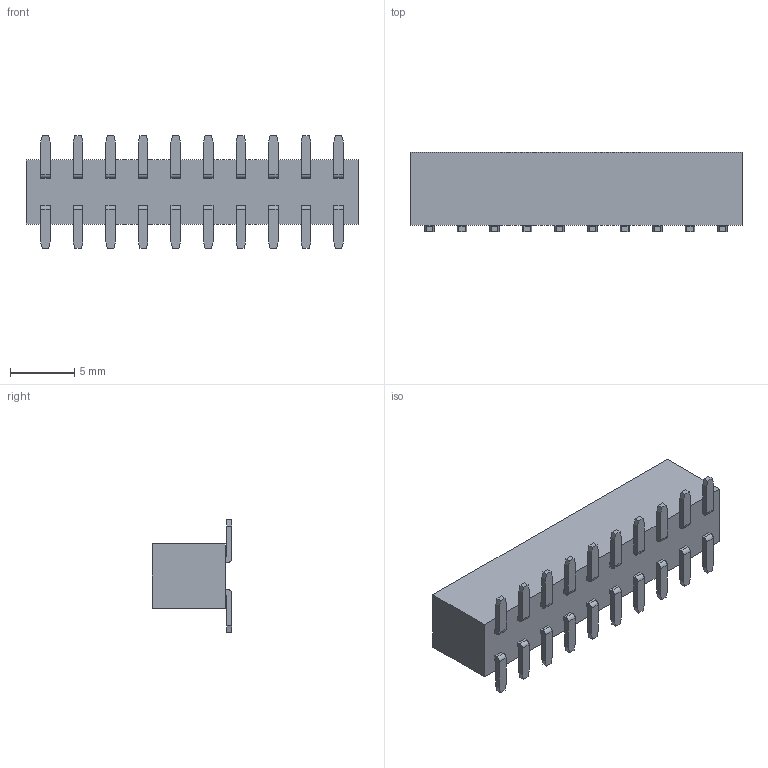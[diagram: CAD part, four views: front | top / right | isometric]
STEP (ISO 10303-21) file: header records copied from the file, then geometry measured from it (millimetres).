
FILE_DESCRIPTION( ('This file contains a STEP AP42 implementation' ,'as created by ZW3D STEP Interface translator.') ,'2;1' );
FILE_NAME( '2157-2XXMXXCYNX1.stp' ,'23 5 2.114434', (''), ('ZWCAD Software Co.'), 'Version 1.0', 'ZW3D to STEP translator', '' );
FILE_SCHEMA(('AUTOMOTIVE_DESIGN { 1 0 10303 214 1 1 1 1 }'));
Length unit declared in the file: millimetre
Products named in the file (2): 0; 2157-220MXXCYNX1
Bounding box: 25.9 x 6.2 x 8.8 mm (x, y, z)
Volume: 612.3 mm3; surface area: 1682.5 mm2
Topology: 1 solids, 1 shells, 1450 faces, 4374 edges, 2852 vertices
Faces by surface type: plane 1030, cylinder 360, bspline 60
Entity records: 63876 total; most frequent: CARTESIAN_POINT 30345, ORIENTED_EDGE 8814, EDGE_CURVE 4382, B_SPLINE_CURVE_WITH_KNOTS 3720, DIRECTION 3444, VERTEX_POINT 2852, EDGE_LOOP 1633, FACE_OUTER_BOUND 1450
